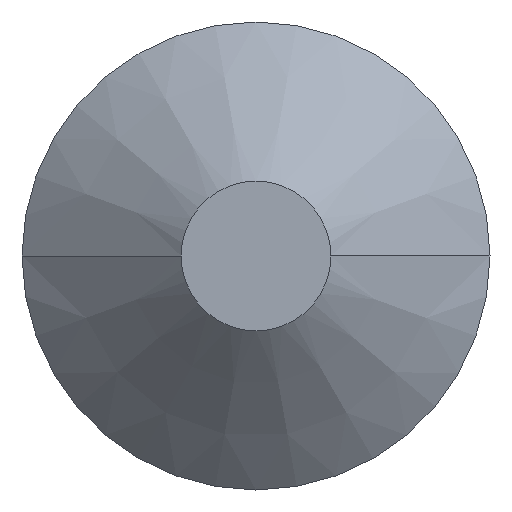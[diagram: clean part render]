
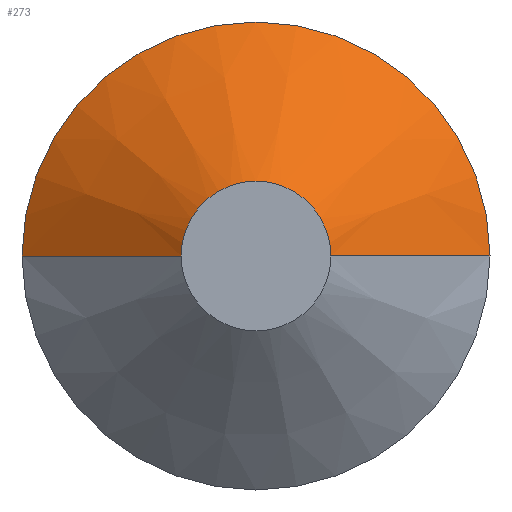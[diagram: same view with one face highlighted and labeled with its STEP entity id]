
A CAD part, front view. The second image highlights one B-rep face of the part: STEP entity #273.
In plain terms, the highlighted conical face has half-angle 50 degrees and reference radius 0.508 mm.
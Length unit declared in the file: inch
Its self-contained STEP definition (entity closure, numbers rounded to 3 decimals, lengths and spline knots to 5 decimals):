
#2 = FACE_OUTER_BOUND ( 'NONE', #182, .T. ) ;
#19 = VERTEX_POINT ( 'NONE', #221 ) ;
#49 = EDGE_CURVE ( 'NONE', #136, #19, #66, .T. ) ;
#58 = DIRECTION ( 'NONE',  ( 0., 1., 0. ) ) ;
#61 = DIRECTION ( 'NONE',  ( 0.766, 0.643, 0. ) ) ;
#66 = CIRCLE ( 'NONE', #123, 0.0625 ) ;
#72 = DIRECTION ( 'NONE',  ( 0., -1., 0. ) ) ;
#82 = EDGE_CURVE ( 'NONE', #286, #112, #247, .T. ) ;
#88 = LINE ( 'NONE', #187, #146 ) ;
#91 = AXIS2_PLACEMENT_3D ( 'NONE', #104, #58, #308 ) ;
#95 = CARTESIAN_POINT ( 'NONE',  ( 0.02, 0., 0. ) ) ;
#97 = CARTESIAN_POINT ( 'NONE',  ( 0., 0.03566, 0. ) ) ;
#104 = CARTESIAN_POINT ( 'NONE',  ( 0., 0., 0. ) ) ;
#112 = VERTEX_POINT ( 'NONE', #171 ) ;
#123 = AXIS2_PLACEMENT_3D ( 'NONE', #97, #72, #139 ) ;
#136 = VERTEX_POINT ( 'NONE', #294 ) ;
#139 = DIRECTION ( 'NONE',  ( 1., 0., 0. ) ) ;
#140 = CONICAL_SURFACE ( 'NONE', #91, 0.02, 0.873 ) ;
#142 = DIRECTION ( 'NONE',  ( 1., 0., 0. ) ) ;
#146 = VECTOR ( 'NONE', #61, 39.37008 ) ;
#171 = CARTESIAN_POINT ( 'NONE',  ( -0.02, 0., 0. ) ) ;
#182 = EDGE_LOOP ( 'NONE', ( #283, #189, #212, #191 ) ) ;
#187 = CARTESIAN_POINT ( 'NONE',  ( 0.02, 0., 0. ) ) ;
#189 = ORIENTED_EDGE ( 'NONE', *, *, #240, .T. ) ;
#191 = ORIENTED_EDGE ( 'NONE', *, *, #256, .F. ) ;
#212 = ORIENTED_EDGE ( 'NONE', *, *, #49, .T. ) ;
#214 = LINE ( 'NONE', #234, #293 ) ;
#221 = CARTESIAN_POINT ( 'NONE',  ( -0.0625, 0.03566, 0. ) ) ;
#234 = CARTESIAN_POINT ( 'NONE',  ( -0.02, 0., 0. ) ) ;
#240 = EDGE_CURVE ( 'NONE', #286, #136, #88, .T. ) ;
#244 = DIRECTION ( 'NONE',  ( 0., -1., 0. ) ) ;
#247 = CIRCLE ( 'NONE', #279, 0.02 ) ;
#256 = EDGE_CURVE ( 'NONE', #112, #19, #214, .T. ) ;
#273 = ADVANCED_FACE ( 'NONE', ( #2 ), #140, .T. ) ;
#279 = AXIS2_PLACEMENT_3D ( 'NONE', #292, #244, #142 ) ;
#283 = ORIENTED_EDGE ( 'NONE', *, *, #82, .F. ) ;
#286 = VERTEX_POINT ( 'NONE', #95 ) ;
#287 = DIRECTION ( 'NONE',  ( -0.766, 0.643, 0. ) ) ;
#292 = CARTESIAN_POINT ( 'NONE',  ( 0., 0., 0. ) ) ;
#293 = VECTOR ( 'NONE', #287, 39.37008 ) ;
#294 = CARTESIAN_POINT ( 'NONE',  ( 0.0625, 0.03566, 0. ) ) ;
#308 = DIRECTION ( 'NONE',  ( -1., 0., 0. ) ) ;
